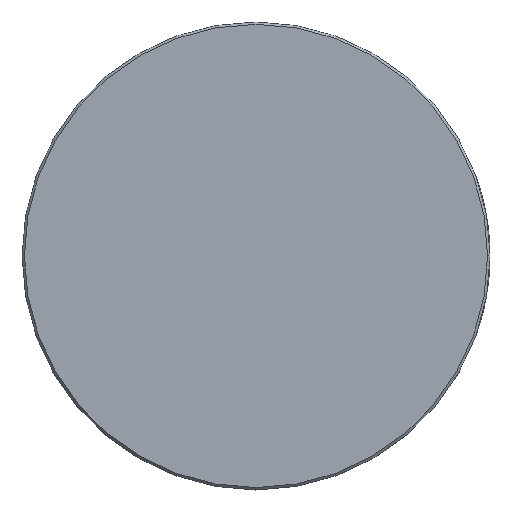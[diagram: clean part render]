
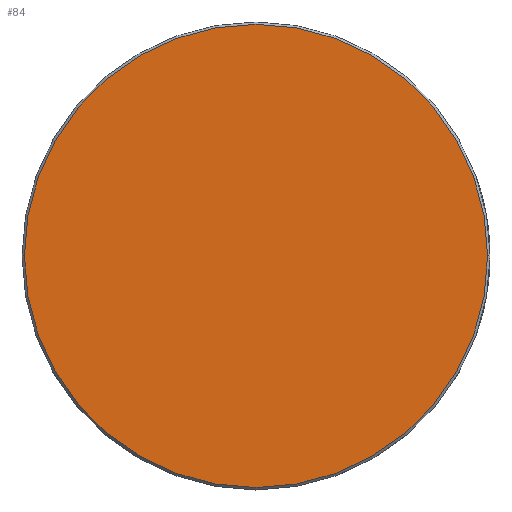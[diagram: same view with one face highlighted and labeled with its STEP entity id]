
A CAD part, top view. The second image highlights one B-rep face of the part: STEP entity #84.
In plain terms, the highlighted planar face has unit normal (0, 0, 1).
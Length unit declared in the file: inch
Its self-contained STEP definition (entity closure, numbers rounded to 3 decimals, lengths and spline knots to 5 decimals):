
#47 = DIRECTION ( 'NONE',  ( 1., 0., 0. ) ) ;
#84 = ADVANCED_FACE ( 'NONE', ( #1606 ), #2208, .T. ) ;
#87 = CARTESIAN_POINT ( 'NONE',  ( 0., 0., 0. ) ) ;
#325 = VERTEX_POINT ( 'NONE', #335 ) ;
#335 = CARTESIAN_POINT ( 'NONE',  ( 0.495, 0., 0. ) ) ;
#364 = CIRCLE ( 'NONE', #1466, 0.495 ) ;
#424 = CARTESIAN_POINT ( 'NONE',  ( -0.495, 0., 0. ) ) ;
#546 = EDGE_CURVE ( 'NONE', #1299, #325, #1915, .T. ) ;
#591 = EDGE_CURVE ( 'NONE', #325, #1299, #364, .T. ) ;
#600 = AXIS2_PLACEMENT_3D ( 'NONE', #948, #779, #47 ) ;
#654 = DIRECTION ( 'NONE',  ( 0., 0., 1. ) ) ;
#779 = DIRECTION ( 'NONE',  ( 0., 0., 1. ) ) ;
#948 = CARTESIAN_POINT ( 'NONE',  ( 0., 0., 0. ) ) ;
#953 = DIRECTION ( 'NONE',  ( 0., 0., 1. ) ) ;
#1299 = VERTEX_POINT ( 'NONE', #424 ) ;
#1336 = DIRECTION ( 'NONE',  ( 1., 0., 0. ) ) ;
#1466 = AXIS2_PLACEMENT_3D ( 'NONE', #87, #654, #2082 ) ;
#1600 = ORIENTED_EDGE ( 'NONE', *, *, #591, .T. ) ;
#1606 = FACE_OUTER_BOUND ( 'NONE', #1972, .T. ) ;
#1668 = ORIENTED_EDGE ( 'NONE', *, *, #546, .T. ) ;
#1841 = CARTESIAN_POINT ( 'NONE',  ( 0., 0., 0. ) ) ;
#1915 = CIRCLE ( 'NONE', #2306, 0.495 ) ;
#1972 = EDGE_LOOP ( 'NONE', ( #1600, #1668 ) ) ;
#2082 = DIRECTION ( 'NONE',  ( 1., 0., 0. ) ) ;
#2208 = PLANE ( 'NONE',  #600 ) ;
#2306 = AXIS2_PLACEMENT_3D ( 'NONE', #1841, #953, #1336 ) ;
